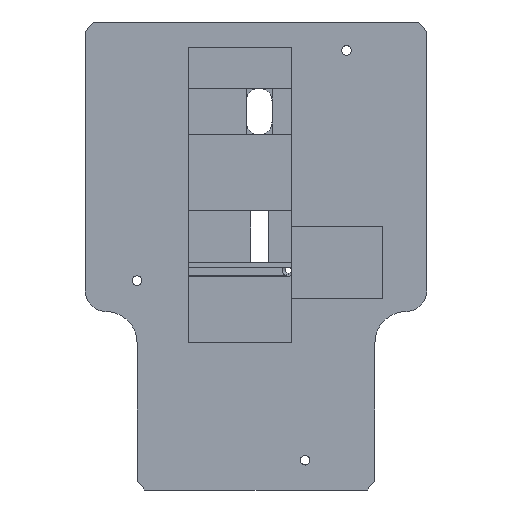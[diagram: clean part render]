
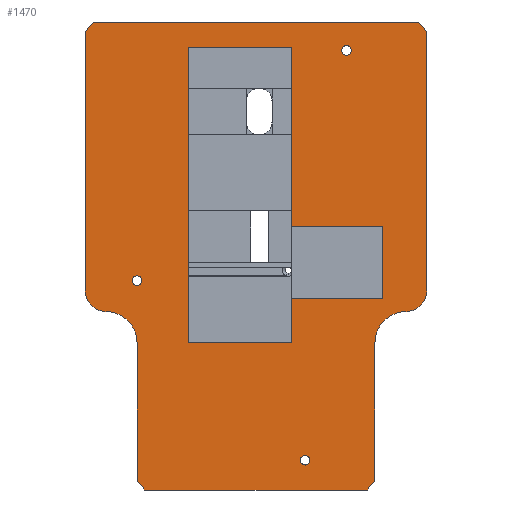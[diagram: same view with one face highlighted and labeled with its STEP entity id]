
A CAD part, top view. The second image highlights one B-rep face of the part: STEP entity #1470.
In plain terms, the highlighted planar face has unit normal (0, 0, 1).
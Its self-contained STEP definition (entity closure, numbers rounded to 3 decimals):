
#19=FACE_BOUND('',#199,.T.);
#20=FACE_BOUND('',#200,.T.);
#21=FACE_BOUND('',#201,.T.);
#22=FACE_BOUND('',#202,.T.);
#56=PLANE('',#1564);
#115=FACE_OUTER_BOUND('',#198,.T.);
#198=EDGE_LOOP('',(#1085,#1086,#1087,#1088,#1089,#1090,#1091,#1092,#1093,
#1094,#1095,#1096,#1097,#1098));
#199=EDGE_LOOP('',(#1099,#1100,#1101,#1102,#1103,#1104,#1105,#1106));
#200=EDGE_LOOP('',(#1107));
#201=EDGE_LOOP('',(#1108));
#202=EDGE_LOOP('',(#1109));
#305=LINE('',#2184,#462);
#315=LINE('',#2205,#472);
#318=LINE('',#2211,#475);
#319=LINE('',#2217,#476);
#320=LINE('',#2223,#477);
#321=LINE('',#2229,#478);
#322=LINE('',#2235,#479);
#323=LINE('',#2241,#480);
#324=LINE('',#2246,#481);
#325=LINE('',#2248,#482);
#326=LINE('',#2249,#483);
#327=LINE('',#2251,#484);
#328=LINE('',#2253,#485);
#329=LINE('',#2254,#486);
#462=VECTOR('',#1740,10.);
#472=VECTOR('',#1752,10.);
#475=VECTOR('',#1757,10.);
#476=VECTOR('',#1762,10.);
#477=VECTOR('',#1763,10.);
#478=VECTOR('',#1764,10.);
#479=VECTOR('',#1769,10.);
#480=VECTOR('',#1770,10.);
#481=VECTOR('',#1771,10.);
#482=VECTOR('',#1772,10.);
#483=VECTOR('',#1773,10.);
#484=VECTOR('',#1774,10.);
#485=VECTOR('',#1775,10.);
#486=VECTOR('',#1776,10.);
#604=CIRCLE('',#1565,12.);
#605=CIRCLE('',#1566,8.);
#606=CIRCLE('',#1567,8.);
#607=CIRCLE('',#1568,12.);
#608=CIRCLE('',#1569,1.85);
#609=CIRCLE('',#1570,1.85);
#610=CIRCLE('',#1571,1.85);
#648=(
BOUNDED_CURVE()
B_SPLINE_CURVE(2,(#2219,#2220,#2221),.UNSPECIFIED.,.F.,.F.)
B_SPLINE_CURVE_WITH_KNOTS((3,3),(0.,0.477),.UNSPECIFIED.)
CURVE()
GEOMETRIC_REPRESENTATION_ITEM()
RATIONAL_B_SPLINE_CURVE((1.,1.006,1.))
REPRESENTATION_ITEM('')
);
#649=(
BOUNDED_CURVE()
B_SPLINE_CURVE(2,(#2225,#2226,#2227),.UNSPECIFIED.,.F.,.F.)
B_SPLINE_CURVE_WITH_KNOTS((3,3),(0.,0.477),.UNSPECIFIED.)
CURVE()
GEOMETRIC_REPRESENTATION_ITEM()
RATIONAL_B_SPLINE_CURVE((1.,1.006,1.))
REPRESENTATION_ITEM('')
);
#650=(
BOUNDED_CURVE()
B_SPLINE_CURVE(2,(#2237,#2238,#2239),.UNSPECIFIED.,.F.,.F.)
B_SPLINE_CURVE_WITH_KNOTS((3,3),(0.,0.477),.UNSPECIFIED.)
CURVE()
GEOMETRIC_REPRESENTATION_ITEM()
RATIONAL_B_SPLINE_CURVE((1.,1.006,1.))
REPRESENTATION_ITEM('')
);
#651=(
BOUNDED_CURVE()
B_SPLINE_CURVE(2,(#2242,#2243,#2244),.UNSPECIFIED.,.F.,.F.)
B_SPLINE_CURVE_WITH_KNOTS((3,3),(0.,0.477),.UNSPECIFIED.)
CURVE()
GEOMETRIC_REPRESENTATION_ITEM()
RATIONAL_B_SPLINE_CURVE((1.,1.006,1.))
REPRESENTATION_ITEM('')
);
#679=VERTEX_POINT('',#2181);
#680=VERTEX_POINT('',#2183);
#689=VERTEX_POINT('',#2203);
#690=VERTEX_POINT('',#2204);
#691=VERTEX_POINT('',#2209);
#692=VERTEX_POINT('',#2210);
#693=VERTEX_POINT('',#2212);
#694=VERTEX_POINT('',#2214);
#695=VERTEX_POINT('',#2216);
#696=VERTEX_POINT('',#2218);
#697=VERTEX_POINT('',#2222);
#698=VERTEX_POINT('',#2224);
#699=VERTEX_POINT('',#2228);
#700=VERTEX_POINT('',#2230);
#701=VERTEX_POINT('',#2232);
#702=VERTEX_POINT('',#2234);
#703=VERTEX_POINT('',#2236);
#704=VERTEX_POINT('',#2240);
#705=VERTEX_POINT('',#2245);
#706=VERTEX_POINT('',#2247);
#707=VERTEX_POINT('',#2250);
#708=VERTEX_POINT('',#2252);
#709=VERTEX_POINT('',#2255);
#710=VERTEX_POINT('',#2257);
#711=VERTEX_POINT('',#2259);
#829=EDGE_CURVE('',#680,#679,#305,.T.);
#839=EDGE_CURVE('',#689,#690,#315,.T.);
#842=EDGE_CURVE('',#691,#692,#318,.T.);
#843=EDGE_CURVE('',#691,#693,#604,.T.);
#844=EDGE_CURVE('',#693,#694,#605,.T.);
#845=EDGE_CURVE('',#694,#695,#319,.T.);
#846=EDGE_CURVE('',#695,#696,#648,.T.);
#847=EDGE_CURVE('',#696,#697,#320,.T.);
#848=EDGE_CURVE('',#697,#698,#649,.T.);
#849=EDGE_CURVE('',#698,#699,#321,.T.);
#850=EDGE_CURVE('',#699,#700,#606,.T.);
#851=EDGE_CURVE('',#700,#701,#607,.T.);
#852=EDGE_CURVE('',#701,#702,#322,.T.);
#853=EDGE_CURVE('',#702,#703,#650,.T.);
#854=EDGE_CURVE('',#703,#704,#323,.T.);
#855=EDGE_CURVE('',#704,#692,#651,.T.);
#856=EDGE_CURVE('',#705,#689,#324,.T.);
#857=EDGE_CURVE('',#690,#706,#325,.T.);
#858=EDGE_CURVE('',#706,#680,#326,.T.);
#859=EDGE_CURVE('',#679,#707,#327,.T.);
#860=EDGE_CURVE('',#707,#708,#328,.T.);
#861=EDGE_CURVE('',#708,#705,#329,.T.);
#862=EDGE_CURVE('',#709,#709,#608,.T.);
#863=EDGE_CURVE('',#710,#710,#609,.T.);
#864=EDGE_CURVE('',#711,#711,#610,.T.);
#1085=ORIENTED_EDGE('',*,*,#842,.F.);
#1086=ORIENTED_EDGE('',*,*,#843,.T.);
#1087=ORIENTED_EDGE('',*,*,#844,.T.);
#1088=ORIENTED_EDGE('',*,*,#845,.T.);
#1089=ORIENTED_EDGE('',*,*,#846,.T.);
#1090=ORIENTED_EDGE('',*,*,#847,.T.);
#1091=ORIENTED_EDGE('',*,*,#848,.T.);
#1092=ORIENTED_EDGE('',*,*,#849,.T.);
#1093=ORIENTED_EDGE('',*,*,#850,.T.);
#1094=ORIENTED_EDGE('',*,*,#851,.T.);
#1095=ORIENTED_EDGE('',*,*,#852,.T.);
#1096=ORIENTED_EDGE('',*,*,#853,.T.);
#1097=ORIENTED_EDGE('',*,*,#854,.T.);
#1098=ORIENTED_EDGE('',*,*,#855,.T.);
#1099=ORIENTED_EDGE('',*,*,#856,.T.);
#1100=ORIENTED_EDGE('',*,*,#839,.T.);
#1101=ORIENTED_EDGE('',*,*,#857,.T.);
#1102=ORIENTED_EDGE('',*,*,#858,.T.);
#1103=ORIENTED_EDGE('',*,*,#829,.T.);
#1104=ORIENTED_EDGE('',*,*,#859,.T.);
#1105=ORIENTED_EDGE('',*,*,#860,.T.);
#1106=ORIENTED_EDGE('',*,*,#861,.T.);
#1107=ORIENTED_EDGE('',*,*,#862,.T.);
#1108=ORIENTED_EDGE('',*,*,#863,.T.);
#1109=ORIENTED_EDGE('',*,*,#864,.T.);
#1470=ADVANCED_FACE('',(#115,#19,#20,#21,#22),#56,.F.);
#1564=AXIS2_PLACEMENT_3D('',#2208,#1755,#1756);
#1565=AXIS2_PLACEMENT_3D('',#2213,#1758,#1759);
#1566=AXIS2_PLACEMENT_3D('',#2215,#1760,#1761);
#1567=AXIS2_PLACEMENT_3D('',#2231,#1765,#1766);
#1568=AXIS2_PLACEMENT_3D('',#2233,#1767,#1768);
#1569=AXIS2_PLACEMENT_3D('',#2256,#1777,#1778);
#1570=AXIS2_PLACEMENT_3D('',#2258,#1779,#1780);
#1571=AXIS2_PLACEMENT_3D('',#2260,#1781,#1782);
#1740=DIRECTION('',(0.,-1.,0.));
#1752=DIRECTION('',(-1.,0.,0.));
#1755=DIRECTION('center_axis',(0.,0.,-1.));
#1756=DIRECTION('ref_axis',(0.,-1.,0.));
#1757=DIRECTION('',(0.,-1.,0.));
#1758=DIRECTION('center_axis',(0.,0.,
-1.));
#1759=DIRECTION('ref_axis',(-0.707,0.707,0.));
#1760=DIRECTION('center_axis',(0.,0.,
1.));
#1761=DIRECTION('ref_axis',(0.707,-0.707,0.));
#1762=DIRECTION('',(0.,1.,0.));
#1763=DIRECTION('',(-1.,0.,0.));
#1764=DIRECTION('',(0.,-1.,0.));
#1765=DIRECTION('center_axis',(0.,0.,
1.));
#1766=DIRECTION('ref_axis',(-0.707,-0.707,0.));
#1767=DIRECTION('center_axis',(0.,0.,
-1.));
#1768=DIRECTION('ref_axis',(0.707,0.707,0.));
#1769=DIRECTION('',(0.,-1.,0.));
#1770=DIRECTION('',(1.,0.,0.));
#1771=DIRECTION('',(0.,-1.,0.));
#1772=DIRECTION('',(0.,1.,0.));
#1773=DIRECTION('',(1.,0.,0.));
#1774=DIRECTION('',(1.,0.,0.));
#1775=DIRECTION('',(0.,-1.,0.));
#1776=DIRECTION('',(-1.,0.,0.));
#1777=DIRECTION('center_axis',(0.,0.,-1.));
#1778=DIRECTION('ref_axis',(-1.,0.,0.));
#1779=DIRECTION('center_axis',(0.,0.,-1.));
#1780=DIRECTION('ref_axis',(-1.,0.,0.));
#1781=DIRECTION('center_axis',(0.,0.,-1.));
#1782=DIRECTION('ref_axis',(-1.,0.,0.));
#2181=CARTESIAN_POINT('',(19.747,-77.,8.75));
#2183=CARTESIAN_POINT('',(19.747,-7.845,8.75));
#2184=CARTESIAN_POINT('',(19.747,-61.173,8.75));
#2203=CARTESIAN_POINT('',(19.747,-121.845,8.75));
#2204=CARTESIAN_POINT('',(-20.253,-121.845,8.75));
#2205=CARTESIAN_POINT('',(35.873,-121.845,8.75));
#2208=CARTESIAN_POINT('Origin',(52.,-114.5,8.75));
#2209=CARTESIAN_POINT('',(52.,-122.,8.75));
#2210=CARTESIAN_POINT('',(52.,-175.286,8.75));
#2211=CARTESIAN_POINT('',(52.,-172.925,8.75));
#2212=CARTESIAN_POINT('',(64.,-110.,8.75));
#2213=CARTESIAN_POINT('Origin',(64.,-122.,8.75));
#2214=CARTESIAN_POINT('',(72.,-102.,8.75));
#2215=CARTESIAN_POINT('Origin',(64.,-102.,8.75));
#2216=CARTESIAN_POINT('',(72.,-1.714,8.75));
#2217=CARTESIAN_POINT('',(72.,-99.25,8.75));
#2218=CARTESIAN_POINT('',(69.,1.998,8.75));
#2219=CARTESIAN_POINT('Ctrl Pts',(72.,-1.714,8.75));
#2220=CARTESIAN_POINT('Ctrl Pts',(70.697,-0.017,
8.75));
#2221=CARTESIAN_POINT('Ctrl Pts',(69.,1.998,8.75));
#2222=CARTESIAN_POINT('',(-57.,1.998,8.75));
#2223=CARTESIAN_POINT('',(39.,1.998,8.75));
#2224=CARTESIAN_POINT('',(-60.,-1.714,8.75));
#2225=CARTESIAN_POINT('Ctrl Pts',(-57.,1.998,8.75));
#2226=CARTESIAN_POINT('Ctrl Pts',(-58.697,-0.017,
8.75));
#2227=CARTESIAN_POINT('Ctrl Pts',(-60.,-1.714,8.75));
#2228=CARTESIAN_POINT('',(-60.,-102.,8.75));
#2229=CARTESIAN_POINT('',(-60.,-41.75,8.75));
#2230=CARTESIAN_POINT('',(-52.,-110.,8.75));
#2231=CARTESIAN_POINT('Origin',(-52.,-102.,8.75));
#2232=CARTESIAN_POINT('',(-40.,-122.,8.75));
#2233=CARTESIAN_POINT('Origin',(-52.,-122.,8.75));
#2234=CARTESIAN_POINT('',(-40.,-175.286,8.75));
#2235=CARTESIAN_POINT('',(-40.,-99.25,8.75));
#2236=CARTESIAN_POINT('',(-37.,-178.998,8.75));
#2237=CARTESIAN_POINT('Ctrl Pts',(-40.,-175.286,8.75));
#2238=CARTESIAN_POINT('Ctrl Pts',(-38.697,-176.983,8.75));
#2239=CARTESIAN_POINT('Ctrl Pts',(-37.,-178.998,8.75));
#2240=CARTESIAN_POINT('',(49.,-178.998,8.75));
#2241=CARTESIAN_POINT('',(-17.,-178.998,8.75));
#2242=CARTESIAN_POINT('Ctrl Pts',(49.,-178.998,8.75));
#2243=CARTESIAN_POINT('Ctrl Pts',(50.697,-176.983,8.75));
#2244=CARTESIAN_POINT('Ctrl Pts',(52.,-175.286,8.75));
#2245=CARTESIAN_POINT('',(19.747,-105.,8.75));
#2246=CARTESIAN_POINT('',(19.747,-110.173,8.75));
#2247=CARTESIAN_POINT('',(-20.253,-7.845,8.75));
#2248=CARTESIAN_POINT('',(-20.253,-110.173,8.75));
#2249=CARTESIAN_POINT('',(15.873,-7.845,8.75));
#2250=CARTESIAN_POINT('',(55.,-77.,8.75));
#2251=CARTESIAN_POINT('',(35.873,-77.,8.75));
#2252=CARTESIAN_POINT('',(55.,-105.,8.75));
#2253=CARTESIAN_POINT('',(55.,-95.75,8.75));
#2254=CARTESIAN_POINT('',(53.5,-105.,8.75));
#2255=CARTESIAN_POINT('',(-38.192,-98.002,8.75));
#2256=CARTESIAN_POINT('Origin',(-40.042,-98.002,8.75));
#2257=CARTESIAN_POINT('',(42.85,-9.,8.75));
#2258=CARTESIAN_POINT('Origin',(41.,-9.,8.75));
#2259=CARTESIAN_POINT('',(26.85,-167.5,8.75));
#2260=CARTESIAN_POINT('Origin',(25.,-167.5,8.75));
